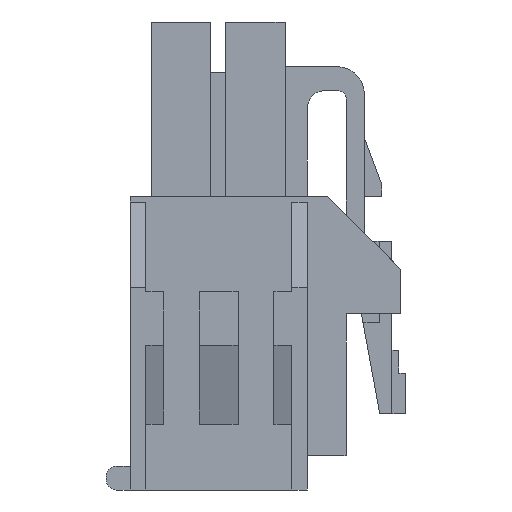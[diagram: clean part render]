
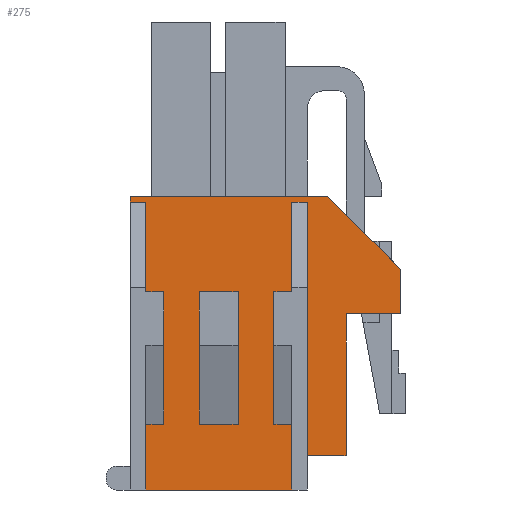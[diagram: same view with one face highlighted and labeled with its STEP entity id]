
A CAD part, left-side view. The second image highlights one B-rep face of the part: STEP entity #275.
In plain terms, the highlighted planar face has unit normal (-1, 0, 0).
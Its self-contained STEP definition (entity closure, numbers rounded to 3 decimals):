
#275=ADVANCED_FACE('',(#690,#691),#490,.F.);
#490=PLANE('',#4347);
#690=FACE_BOUND('',#729,.T.);
#691=FACE_BOUND('',#730,.T.);
#729=EDGE_LOOP('',(#1132,#1133,#1134,#1135,#1136,#1137,#1138,#1139,#1140,
#1141,#1142,#1143,#1144,#1145,#1146,#1147,#1148,#1149,#1150,#1151,#1152));
#730=EDGE_LOOP('',(#1153,#1154,#1155,#1156));
#1132=ORIENTED_EDGE('',*,*,#2718,.T.);
#1133=ORIENTED_EDGE('',*,*,#2719,.F.);
#1134=ORIENTED_EDGE('',*,*,#2599,.F.);
#1135=ORIENTED_EDGE('',*,*,#2720,.T.);
#1136=ORIENTED_EDGE('',*,*,#2721,.T.);
#1137=ORIENTED_EDGE('',*,*,#2722,.F.);
#1138=ORIENTED_EDGE('',*,*,#2723,.F.);
#1139=ORIENTED_EDGE('',*,*,#2724,.T.);
#1140=ORIENTED_EDGE('',*,*,#2725,.T.);
#1141=ORIENTED_EDGE('',*,*,#2712,.F.);
#1142=ORIENTED_EDGE('',*,*,#2681,.F.);
#1143=ORIENTED_EDGE('',*,*,#2706,.F.);
#1144=ORIENTED_EDGE('',*,*,#2702,.F.);
#1145=ORIENTED_EDGE('',*,*,#2689,.F.);
#1146=ORIENTED_EDGE('',*,*,#2692,.F.);
#1147=ORIENTED_EDGE('',*,*,#2557,.T.);
#1148=ORIENTED_EDGE('',*,*,#2626,.T.);
#1149=ORIENTED_EDGE('',*,*,#2726,.F.);
#1150=ORIENTED_EDGE('',*,*,#2727,.F.);
#1151=ORIENTED_EDGE('',*,*,#2728,.F.);
#1152=ORIENTED_EDGE('',*,*,#2729,.F.);
#1153=ORIENTED_EDGE('',*,*,#2730,.F.);
#1154=ORIENTED_EDGE('',*,*,#2731,.T.);
#1155=ORIENTED_EDGE('',*,*,#2732,.T.);
#1156=ORIENTED_EDGE('',*,*,#2733,.F.);
#2156=VERTEX_POINT('',#5638);
#2157=VERTEX_POINT('',#5640);
#2196=VERTEX_POINT('',#5724);
#2197=VERTEX_POINT('',#5725);
#2222=VERTEX_POINT('',#5777);
#2271=VERTEX_POINT('',#5889);
#2272=VERTEX_POINT('',#5891);
#2279=VERTEX_POINT('',#5907);
#2280=VERTEX_POINT('',#5909);
#2289=VERTEX_POINT('',#5934);
#2293=VERTEX_POINT('',#5950);
#2297=VERTEX_POINT('',#5961);
#2298=VERTEX_POINT('',#5962);
#2299=VERTEX_POINT('',#5965);
#2300=VERTEX_POINT('',#5967);
#2301=VERTEX_POINT('',#5969);
#2302=VERTEX_POINT('',#5971);
#2303=VERTEX_POINT('',#5973);
#2304=VERTEX_POINT('',#5976);
#2305=VERTEX_POINT('',#5978);
#2306=VERTEX_POINT('',#5980);
#2307=VERTEX_POINT('',#5983);
#2308=VERTEX_POINT('',#5984);
#2309=VERTEX_POINT('',#5986);
#2310=VERTEX_POINT('',#5988);
#2557=EDGE_CURVE('',#2157,#2156,#3160,.T.);
#2599=EDGE_CURVE('',#2196,#2197,#3202,.T.);
#2626=EDGE_CURVE('',#2156,#2222,#3229,.T.);
#2681=EDGE_CURVE('',#2271,#2272,#3284,.T.);
#2689=EDGE_CURVE('',#2279,#2280,#3292,.T.);
#2692=EDGE_CURVE('',#2157,#2279,#3295,.T.);
#2702=EDGE_CURVE('',#2280,#2289,#3305,.T.);
#2706=EDGE_CURVE('',#2289,#2271,#3309,.T.);
#2712=EDGE_CURVE('',#2272,#2293,#3315,.T.);
#2718=EDGE_CURVE('',#2297,#2298,#3321,.T.);
#2719=EDGE_CURVE('',#2197,#2298,#3322,.T.);
#2720=EDGE_CURVE('',#2196,#2299,#3323,.T.);
#2721=EDGE_CURVE('',#2299,#2300,#3324,.T.);
#2722=EDGE_CURVE('',#2301,#2300,#3325,.T.);
#2723=EDGE_CURVE('',#2302,#2301,#3326,.T.);
#2724=EDGE_CURVE('',#2302,#2303,#3327,.T.);
#2725=EDGE_CURVE('',#2303,#2293,#3328,.T.);
#2726=EDGE_CURVE('',#2304,#2222,#3329,.T.);
#2727=EDGE_CURVE('',#2305,#2304,#3330,.T.);
#2728=EDGE_CURVE('',#2306,#2305,#3331,.T.);
#2729=EDGE_CURVE('',#2297,#2306,#3332,.T.);
#2730=EDGE_CURVE('',#2307,#2308,#3333,.T.);
#2731=EDGE_CURVE('',#2307,#2309,#3334,.T.);
#2732=EDGE_CURVE('',#2309,#2310,#3335,.T.);
#2733=EDGE_CURVE('',#2308,#2310,#3336,.T.);
#3160=LINE('',#5639,#3753);
#3202=LINE('',#5723,#3795);
#3229=LINE('',#5778,#3822);
#3284=LINE('',#5890,#3877);
#3292=LINE('',#5908,#3885);
#3295=LINE('',#5914,#3888);
#3305=LINE('',#5933,#3898);
#3309=LINE('',#5940,#3902);
#3315=LINE('',#5949,#3908);
#3321=LINE('',#5960,#3914);
#3322=LINE('',#5963,#3915);
#3323=LINE('',#5964,#3916);
#3324=LINE('',#5966,#3917);
#3325=LINE('',#5968,#3918);
#3326=LINE('',#5970,#3919);
#3327=LINE('',#5972,#3920);
#3328=LINE('',#5974,#3921);
#3329=LINE('',#5975,#3922);
#3330=LINE('',#5977,#3923);
#3331=LINE('',#5979,#3924);
#3332=LINE('',#5981,#3925);
#3333=LINE('',#5982,#3926);
#3334=LINE('',#5985,#3927);
#3335=LINE('',#5987,#3928);
#3336=LINE('',#5989,#3929);
#3753=VECTOR('',#4574,1.);
#3795=VECTOR('',#4622,1.);
#3822=VECTOR('',#4651,1.);
#3877=VECTOR('',#4722,1.);
#3885=VECTOR('',#4734,1.);
#3888=VECTOR('',#4739,1.);
#3898=VECTOR('',#4753,1.);
#3902=VECTOR('',#4759,1.);
#3908=VECTOR('',#4767,1.);
#3914=VECTOR('',#4775,1.);
#3915=VECTOR('',#4776,1.);
#3916=VECTOR('',#4777,1.);
#3917=VECTOR('',#4778,1.);
#3918=VECTOR('',#4779,1.);
#3919=VECTOR('',#4780,1.);
#3920=VECTOR('',#4781,1.);
#3921=VECTOR('',#4782,1.);
#3922=VECTOR('',#4783,1.);
#3923=VECTOR('',#4784,1.);
#3924=VECTOR('',#4785,1.);
#3925=VECTOR('',#4786,1.);
#3926=VECTOR('',#4787,1.);
#3927=VECTOR('',#4788,1.);
#3928=VECTOR('',#4789,1.);
#3929=VECTOR('',#4790,1.);
#4347=AXIS2_PLACEMENT_3D('',#5990,#4791,#4792);
#4574=DIRECTION('',(0.,1.,0.));
#4622=DIRECTION('',(0.,1.,0.));
#4651=DIRECTION('',(0.,0.,-1.));
#4722=DIRECTION('',(0.,1.,0.));
#4734=DIRECTION('',(0.,0.,-1.));
#4739=DIRECTION('',(0.,-0.707,-0.707));
#4753=DIRECTION('',(0.,1.,0.));
#4759=DIRECTION('',(0.,0.,-1.));
#4767=DIRECTION('',(0.,0.,1.));
#4775=DIRECTION('',(0.,1.,0.));
#4776=DIRECTION('',(0.,0.,1.));
#4777=DIRECTION('',(0.,0.,1.));
#4778=DIRECTION('',(0.,1.,0.));
#4779=DIRECTION('',(0.,0.,-1.));
#4780=DIRECTION('',(0.,1.,0.));
#4781=DIRECTION('',(0.,0.,1.));
#4782=DIRECTION('',(0.,-1.,0.));
#4783=DIRECTION('',(0.,1.,0.));
#4784=DIRECTION('',(0.,0.,1.));
#4785=DIRECTION('',(0.,1.,0.));
#4786=DIRECTION('',(0.,0.,1.));
#4787=DIRECTION('',(0.,0.,1.));
#4788=DIRECTION('',(0.,1.,0.));
#4789=DIRECTION('',(0.,0.,1.));
#4790=DIRECTION('',(0.,1.,0.));
#4791=DIRECTION('',(1.,0.,0.));
#4792=DIRECTION('',(0.,0.,-1.));
#5638=CARTESIAN_POINT('',(-2.363,14.83,-5.615));
#5639=CARTESIAN_POINT('',(-2.363,8.89,-5.615));
#5640=CARTESIAN_POINT('',(-2.363,8.21,-5.615));
#5723=CARTESIAN_POINT('',(-2.363,8.89,-15.465));
#5724=CARTESIAN_POINT('',(-2.363,9.41,-15.465));
#5725=CARTESIAN_POINT('',(-2.363,14.31,-15.465));
#5777=CARTESIAN_POINT('',(-2.363,14.83,-5.805));
#5778=CARTESIAN_POINT('',(-2.363,14.83,-5.615));
#5889=CARTESIAN_POINT('',(-2.363,7.59,-14.315));
#5890=CARTESIAN_POINT('',(-2.363,7.59,-14.315));
#5891=CARTESIAN_POINT('',(-2.363,8.89,-14.315));
#5907=CARTESIAN_POINT('',(-2.363,5.77,-8.055));
#5908=CARTESIAN_POINT('',(-2.363,5.77,-8.055));
#5909=CARTESIAN_POINT('',(-2.363,5.77,-9.555));
#5914=CARTESIAN_POINT('',(-2.363,8.21,-5.615));
#5933=CARTESIAN_POINT('',(-2.363,5.77,-9.555));
#5934=CARTESIAN_POINT('',(-2.363,7.59,-9.555));
#5940=CARTESIAN_POINT('',(-2.363,7.59,-9.555));
#5949=CARTESIAN_POINT('',(-2.363,8.89,-14.315));
#5950=CARTESIAN_POINT('',(-2.363,8.89,-5.805));
#5960=CARTESIAN_POINT('',(-2.363,13.71,-13.255));
#5961=CARTESIAN_POINT('',(-2.363,13.71,-13.255));
#5962=CARTESIAN_POINT('',(-2.363,14.31,-13.255));
#5963=CARTESIAN_POINT('',(-2.363,14.31,-15.465));
#5964=CARTESIAN_POINT('',(-2.363,9.41,-15.465));
#5965=CARTESIAN_POINT('',(-2.363,9.41,-13.255));
#5966=CARTESIAN_POINT('',(-2.363,10.01,-13.255));
#5967=CARTESIAN_POINT('',(-2.363,10.01,-13.255));
#5968=CARTESIAN_POINT('',(-2.363,10.01,-13.255));
#5969=CARTESIAN_POINT('',(-2.363,10.01,-8.815));
#5970=CARTESIAN_POINT('',(-2.363,10.01,-8.815));
#5971=CARTESIAN_POINT('',(-2.363,9.41,-8.815));
#5972=CARTESIAN_POINT('',(-2.363,9.41,-15.465));
#5973=CARTESIAN_POINT('',(-2.363,9.41,-5.805));
#5974=CARTESIAN_POINT('',(-2.363,9.41,-5.805));
#5975=CARTESIAN_POINT('',(-2.363,14.31,-5.805));
#5976=CARTESIAN_POINT('',(-2.363,14.31,-5.805));
#5977=CARTESIAN_POINT('',(-2.363,14.31,-15.465));
#5978=CARTESIAN_POINT('',(-2.363,14.31,-8.815));
#5979=CARTESIAN_POINT('',(-2.363,13.71,-8.815));
#5980=CARTESIAN_POINT('',(-2.363,13.71,-8.815));
#5981=CARTESIAN_POINT('',(-2.363,13.71,-13.255));
#5982=CARTESIAN_POINT('',(-2.363,11.21,-13.255));
#5983=CARTESIAN_POINT('',(-2.363,11.21,-13.255));
#5984=CARTESIAN_POINT('',(-2.363,11.21,-8.815));
#5985=CARTESIAN_POINT('',(-2.363,11.21,-13.255));
#5986=CARTESIAN_POINT('',(-2.363,12.51,-13.255));
#5987=CARTESIAN_POINT('',(-2.363,12.51,-13.255));
#5988=CARTESIAN_POINT('',(-2.363,12.51,-8.815));
#5989=CARTESIAN_POINT('',(-2.363,11.21,-8.815));
#5990=CARTESIAN_POINT('',(-2.363,8.89,-5.615));
